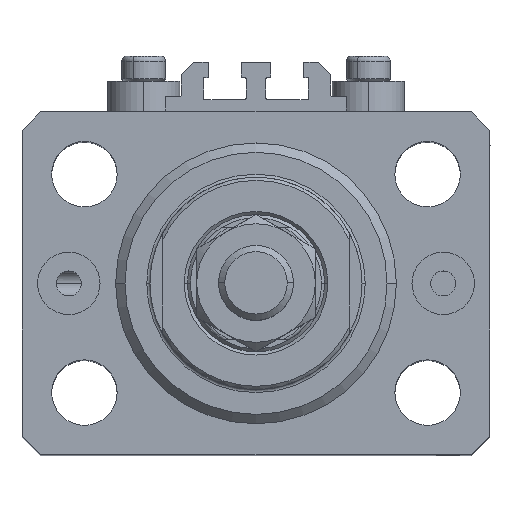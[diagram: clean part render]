
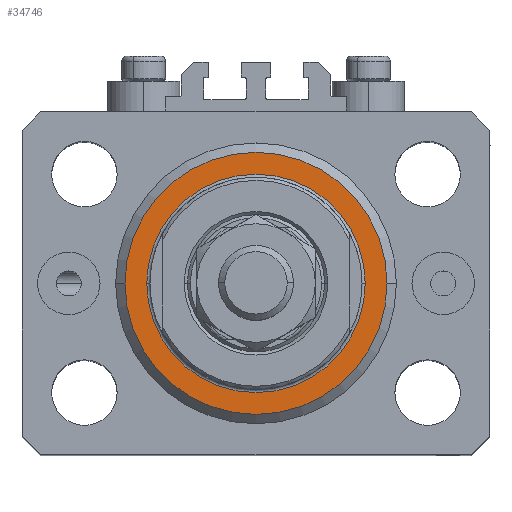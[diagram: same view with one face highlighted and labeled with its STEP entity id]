
A CAD part, top view. The second image highlights one B-rep face of the part: STEP entity #34746.
In plain terms, the highlighted face is planar.
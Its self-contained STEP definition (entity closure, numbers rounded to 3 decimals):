
#358 = CARTESIAN_POINT ( 'NONE',  ( 21., 0., 0. ) ) ;
#469 = ORIENTED_EDGE ( 'NONE', *, *, #38247, .T. ) ;
#704 = CIRCLE ( 'NONE', #34578, 21. ) ;
#3294 = EDGE_CURVE ( 'NONE', #9393, #30148, #704, .T. ) ;
#4438 = DIRECTION ( 'NONE',  ( 0., 0., -1. ) ) ;
#9003 = CARTESIAN_POINT ( 'NONE',  ( -17.5, 0., 0. ) ) ;
#9393 = VERTEX_POINT ( 'NONE', #28410 ) ;
#10164 = AXIS2_PLACEMENT_3D ( 'NONE', #19947, #26853, #16257 ) ;
#11598 = DIRECTION ( 'NONE',  ( 1., 0., 0. ) ) ;
#14773 = ORIENTED_EDGE ( 'NONE', *, *, #33389, .T. ) ;
#15038 = CARTESIAN_POINT ( 'NONE',  ( 0., 0., 0. ) ) ;
#16257 = DIRECTION ( 'NONE',  ( 1., 0., 0. ) ) ;
#16407 = EDGE_CURVE ( 'NONE', #20605, #30901, #34024, .T. ) ;
#17544 = DIRECTION ( 'NONE',  ( 0., 0., -1. ) ) ;
#18623 = DIRECTION ( 'NONE',  ( 0., 0., 1. ) ) ;
#18969 = ORIENTED_EDGE ( 'NONE', *, *, #16407, .T. ) ;
#19378 = EDGE_LOOP ( 'NONE', ( #18969, #14773 ) ) ;
#19947 = CARTESIAN_POINT ( 'NONE',  ( 0., 0., 0. ) ) ;
#20605 = VERTEX_POINT ( 'NONE', #46327 ) ;
#21182 = AXIS2_PLACEMENT_3D ( 'NONE', #37014, #17544, #40473 ) ;
#23174 = CARTESIAN_POINT ( 'NONE',  ( 0., 0., 0. ) ) ;
#24478 = ORIENTED_EDGE ( 'NONE', *, *, #3294, .T. ) ;
#26269 = PLANE ( 'NONE',  #44857 ) ;
#26853 = DIRECTION ( 'NONE',  ( 0., 0., 1. ) ) ;
#28410 = CARTESIAN_POINT ( 'NONE',  ( -21., 0., 0. ) ) ;
#30064 = DIRECTION ( 'NONE',  ( 1., 0., 0. ) ) ;
#30148 = VERTEX_POINT ( 'NONE', #358 ) ;
#30901 = VERTEX_POINT ( 'NONE', #9003 ) ;
#33389 = EDGE_CURVE ( 'NONE', #30901, #20605, #37726, .T. ) ;
#33423 = FACE_BOUND ( 'NONE', #19378, .T. ) ;
#34024 = CIRCLE ( 'NONE', #48236, 17.5 ) ;
#34578 = AXIS2_PLACEMENT_3D ( 'NONE', #23174, #4438, #11598 ) ;
#34746 = ADVANCED_FACE ( 'NONE', ( #33423, #37380 ), #26269, .F. ) ;
#37014 = CARTESIAN_POINT ( 'NONE',  ( 0., 0., 0. ) ) ;
#37380 = FACE_OUTER_BOUND ( 'NONE', #44641, .T. ) ;
#37726 = CIRCLE ( 'NONE', #10164, 17.5 ) ;
#38204 = DIRECTION ( 'NONE',  ( 0., 0., 1. ) ) ;
#38247 = EDGE_CURVE ( 'NONE', #30148, #9393, #39308, .T. ) ;
#39308 = CIRCLE ( 'NONE', #21182, 21. ) ;
#40473 = DIRECTION ( 'NONE',  ( 1., 0., 0. ) ) ;
#41572 = DIRECTION ( 'NONE',  ( 1., 0., 0. ) ) ;
#44549 = CARTESIAN_POINT ( 'NONE',  ( 0., 0., 0. ) ) ;
#44641 = EDGE_LOOP ( 'NONE', ( #469, #24478 ) ) ;
#44857 = AXIS2_PLACEMENT_3D ( 'NONE', #44549, #18623, #41572 ) ;
#46327 = CARTESIAN_POINT ( 'NONE',  ( 17.5, 0., 0. ) ) ;
#48236 = AXIS2_PLACEMENT_3D ( 'NONE', #15038, #38204, #30064 ) ;
